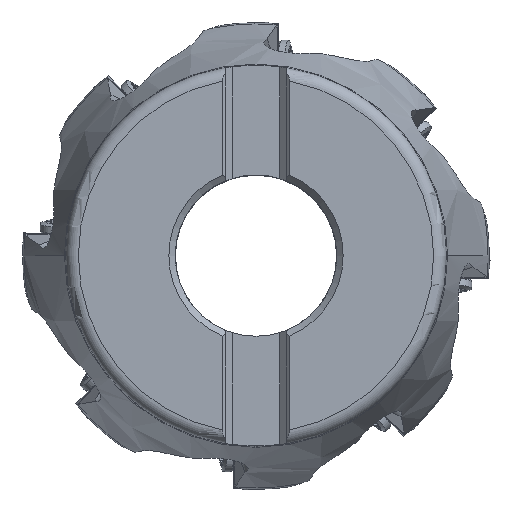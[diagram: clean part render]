
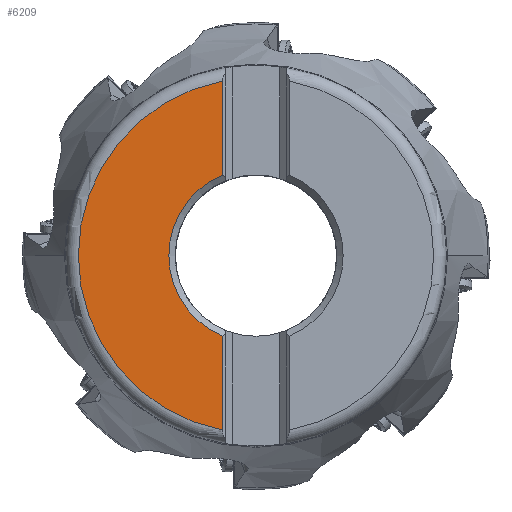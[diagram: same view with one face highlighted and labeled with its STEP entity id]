
A CAD part, top view. The second image highlights one B-rep face of the part: STEP entity #6209.
In plain terms, the highlighted planar face has unit normal (0, 0, 1).
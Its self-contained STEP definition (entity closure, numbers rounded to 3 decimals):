
#2331=LINE('',#38726,#3770);
#2332=LINE('',#38732,#3771);
#3770=VECTOR('',#27517,1.);
#3771=VECTOR('',#27522,1.);
#5075=FACE_OUTER_BOUND('',#8081,.T.);
#6209=ADVANCED_FACE('',(#5075),#7265,.T.);
#7265=PLANE('',#23968);
#8081=EDGE_LOOP('',(#11239,#11240,#11241,#11242,#11243,#11244));
#11239=ORIENTED_EDGE('',*,*,#19385,.F.);
#11240=ORIENTED_EDGE('',*,*,#19384,.F.);
#11241=ORIENTED_EDGE('',*,*,#19386,.F.);
#11242=ORIENTED_EDGE('',*,*,#19387,.F.);
#11243=ORIENTED_EDGE('',*,*,#19388,.F.);
#11244=ORIENTED_EDGE('',*,*,#19389,.F.);
#16777=VERTEX_POINT('',#38698);
#16778=VERTEX_POINT('',#38721);
#16779=VERTEX_POINT('',#38723);
#16780=VERTEX_POINT('',#38727);
#16781=VERTEX_POINT('',#38729);
#16782=VERTEX_POINT('',#38731);
#19384=EDGE_CURVE('',#16778,#16779,#21748,.T.);
#19385=EDGE_CURVE('',#16779,#16777,#21749,.T.);
#19386=EDGE_CURVE('',#16780,#16778,#2331,.T.);
#19387=EDGE_CURVE('',#16781,#16780,#21750,.T.);
#19388=EDGE_CURVE('',#16782,#16781,#21751,.T.);
#19389=EDGE_CURVE('',#16777,#16782,#2332,.T.);
#21748=CIRCLE('',#23963,28.);
#21749=CIRCLE('',#23964,28.);
#21750=CIRCLE('',#23966,13.735);
#21751=CIRCLE('',#23967,13.735);
#23963=AXIS2_PLACEMENT_3D('',#38722,#27511,#27512);
#23964=AXIS2_PLACEMENT_3D('',#38724,#27513,#27514);
#23966=AXIS2_PLACEMENT_3D('',#38728,#27518,#27519);
#23967=AXIS2_PLACEMENT_3D('',#38730,#27520,#27521);
#23968=AXIS2_PLACEMENT_3D('',#38733,#27523,#27524);
#27511=DIRECTION('',(0.,0.,-1.));
#27512=DIRECTION('',(-0.188,-0.982,0.));
#27513=DIRECTION('',(0.,0.,-1.));
#27514=DIRECTION('',(-1.,0.,0.));
#27517=DIRECTION('',(0.,-1.,0.));
#27518=DIRECTION('',(0.,0.,1.));
#27519=DIRECTION('',(-1.,0.,0.));
#27520=DIRECTION('',(0.,0.,1.));
#27521=DIRECTION('',(-0.383,0.924,0.));
#27522=DIRECTION('',(0.,-1.,0.));
#27523=DIRECTION('',(0.,0.,1.));
#27524=DIRECTION('',(1.,0.,0.));
#38698=CARTESIAN_POINT('',(-5.263,27.501,0.));
#38721=CARTESIAN_POINT('',(-5.262,-27.501,0.));
#38722=CARTESIAN_POINT('',(0.,0.,0.));
#38723=CARTESIAN_POINT('',(-28.,0.,0.));
#38724=CARTESIAN_POINT('',(0.,0.,0.));
#38726=CARTESIAN_POINT('',(-5.262,-12.687,0.));
#38727=CARTESIAN_POINT('',(-5.262,-12.687,0.));
#38728=CARTESIAN_POINT('',(0.,0.,0.));
#38729=CARTESIAN_POINT('',(-13.735,0.,0.));
#38730=CARTESIAN_POINT('',(0.,0.,0.));
#38731=CARTESIAN_POINT('',(-5.262,12.687,0.));
#38732=CARTESIAN_POINT('',(-5.263,27.501,0.));
#38733=CARTESIAN_POINT('',(-16.631,0.,0.));
